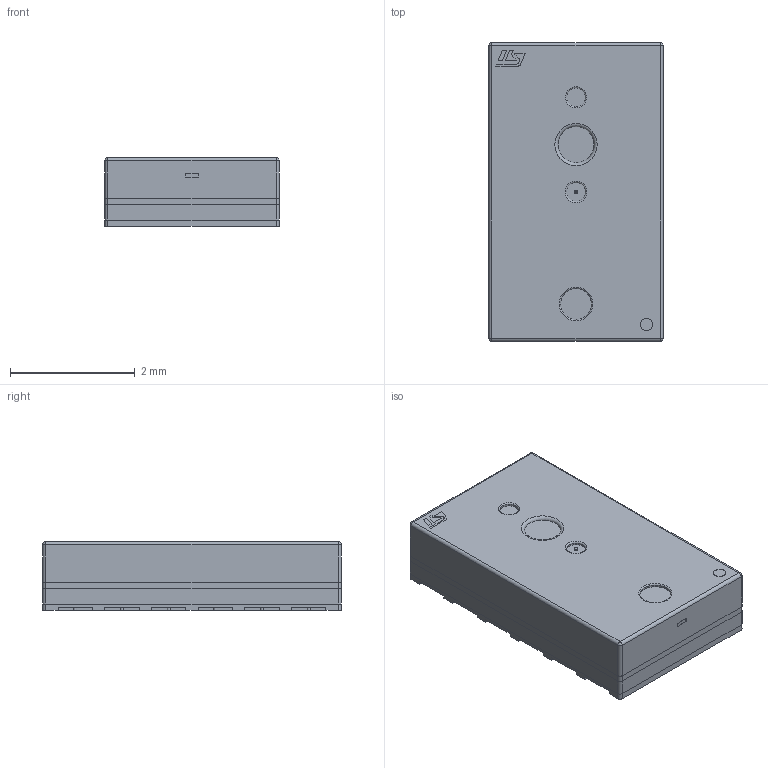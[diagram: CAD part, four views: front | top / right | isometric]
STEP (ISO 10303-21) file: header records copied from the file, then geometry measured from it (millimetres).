
FILE_DESCRIPTION(/* description */ (''),/* implementation_level */ '2;1');
FILE_NAME(/* name */ 'ST Ambient Optic Sensor VL6108.stp',/* time_stamp */ '2020-09-28T21:13:51-04:00',/* author */ ('Julio Mora'),/* organization */ (''),/* preprocessor_version */ 'ST-DEVELOPER v18.1',/* originating_system */ 'Autodesk Inventor 2021',/* authorisation */ '');
FILE_SCHEMA (('AUTOMOTIVE_DESIGN { 1 0 10303 214 3 1 1 }'));
Length unit declared in the file: inch
Products named in the file (9): ST Ambient Optic Sensor VL6108; Sensor Body; Dielectric; Sensor pad board; Substrate2; Pads; Lat pads; ST logo; Pin 1
Assembly tree (8 placements, depth 2):
  ST Ambient Optic Sensor VL6108
    Sensor Body
    Dielectric
    Sensor pad board
    Substrate2
    Pads
    Lat pads
    ST logo
    Pin 1
Bounding box: 2.8 x 4.8 x 1.1 mm (x, y, z)
Volume: 14.7 mm3; surface area: 134.1 mm2
Topology: 22 solids, 22 shells, 288 faces, 704 edges, 468 vertices
Faces by surface type: plane 234, cylinder 45, sphere 4, torus 4, bspline 1
Full cylindrical faces by diameter (mm): 0.05 x1, 0.2 x2, 0.3 x2, 0.5 x1
Entity records: 9061 total; most frequent: CARTESIAN_POINT 1503, DIRECTION 1425, ORIENTED_EDGE 1408, EDGE_CURVE 704, LINE 591, VECTOR 591, VERTEX_POINT 468, AXIS2_PLACEMENT_3D 417
